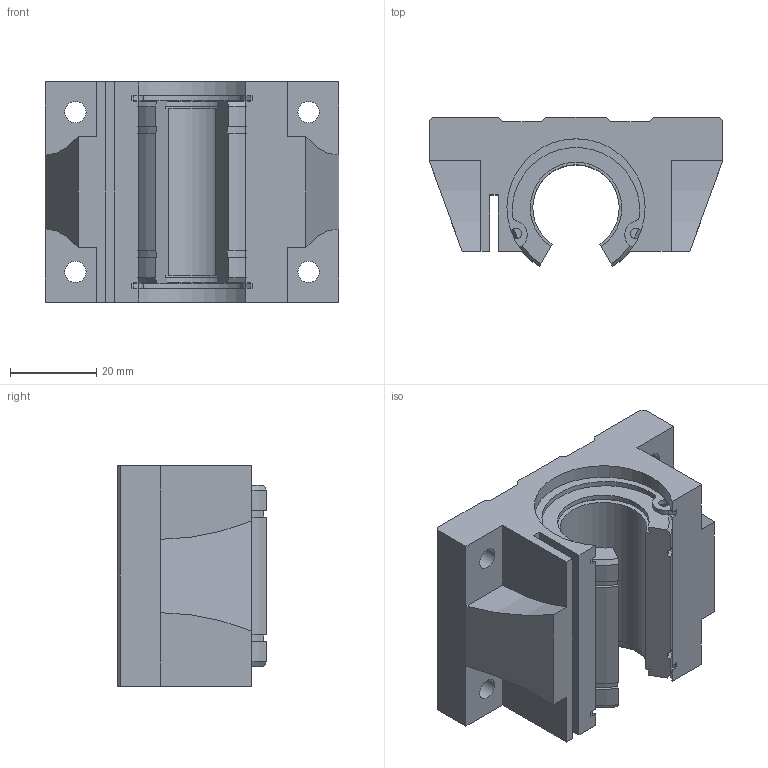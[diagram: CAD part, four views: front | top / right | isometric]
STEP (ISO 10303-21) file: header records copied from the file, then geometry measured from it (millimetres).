
FILE_DESCRIPTION(/* description */ ('STEP AP203'),/* implementation_level */ '2;1');
FILE_NAME(/* name */ 'TBR20UU.',/* time_stamp */ '2022-08-20T07:25:11+02:00',/* author */ ('License CC BY-ND 4.0'),/* organization */ ('CADENAS'),/* preprocessor_version */ 'ST-DEVELOPER v18.102',/* originating_system */ 'PARTsolutions',/* authorisation */ ' ');
FILE_SCHEMA (('CONFIG_CONTROL_DESIGN'));
Length unit declared in the file: millimetre
Products named in the file (4): TBR20UU.; LM20-OP; Retaining ring GB 893.1-86 32; TBR20UU
Assembly tree (4 placements, depth 2):
  TBR20UU.
    LM20-OP
    Retaining ring GB 893.1-86 32  x2
    TBR20UU
Bounding box: 68 x 34.55 x 51 mm (x, y, z)
Volume: 66323 mm3; surface area: 25231.3 mm2
Topology: 4 solids, 4 shells, 100 faces, 268 edges, 176 vertices
Faces by surface type: plane 55, cylinder 39, cone 6
Full cylindrical faces by diameter (mm): 2.5 x4, 4.917 x4
Entity records: 2853 total; most frequent: CARTESIAN_POINT 489, DIRECTION 478, ORIENTED_EDGE 456, EDGE_CURVE 228, AXIS2_PLACEMENT_3D 161, LINE 156, VECTOR 156, VERTEX_POINT 156
